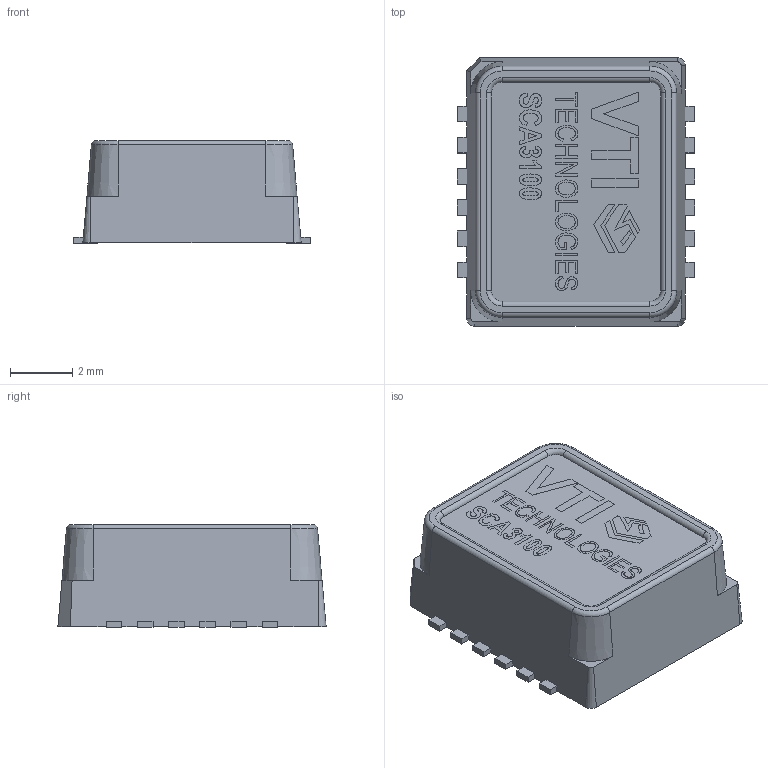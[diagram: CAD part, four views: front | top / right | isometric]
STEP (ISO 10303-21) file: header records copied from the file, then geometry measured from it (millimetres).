
FILE_DESCRIPTION (( 'STEP AP214' ), '1' );
FILE_NAME ('User Library-SCA3100.STEP', '2015-10-23T02:21:07', ( 'Windows User' ), ( '' ), 'SwSTEP 2.0', 'SolidWorks 2015', '' );
FILE_SCHEMA (( 'AUTOMOTIVE_DESIGN' ));
Length unit declared in the file: millimetre
Products named in the file (1): User Library-SCA3100
Bounding box: 7.6 x 8.6 x 3.3 mm (x, y, z)
Volume: 176.2 mm3; surface area: 213.6 mm2
Topology: 1 solids, 1 shells, 386 faces, 1048 edges, 696 vertices
Faces by surface type: plane 255, bspline 108, cylinder 8, torus 8, cone 7
Entity records: 22222 total; most frequent: CARTESIAN_POINT 8943, ORIENTED_EDGE 2096, DIRECTION 1432, EDGE_CURVE 1048, VECTOR 790, LINE 790, VERTEX_POINT 696, EDGE_LOOP 418
